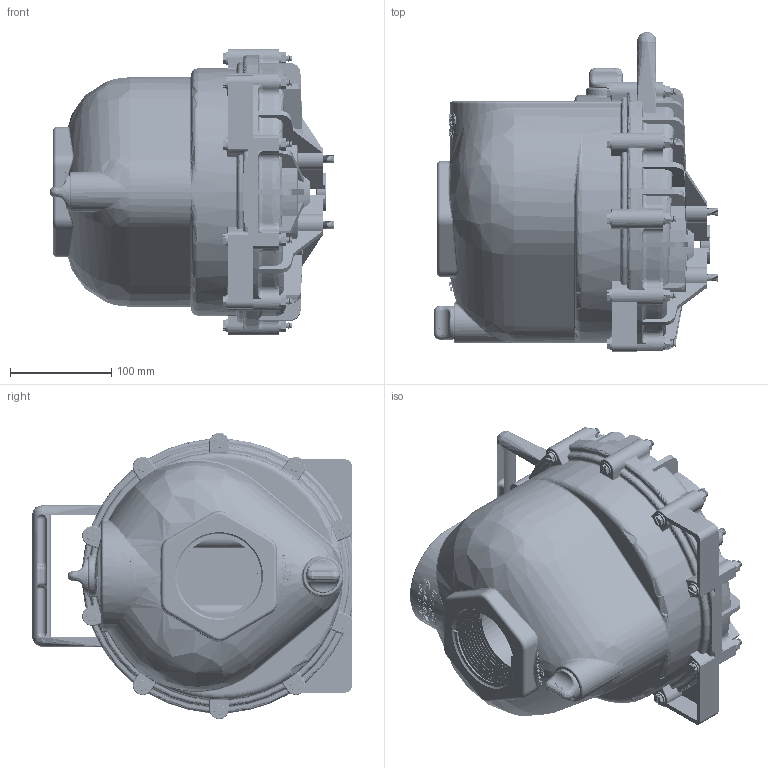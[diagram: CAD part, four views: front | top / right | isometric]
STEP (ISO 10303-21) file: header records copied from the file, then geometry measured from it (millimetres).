
FILE_DESCRIPTION(/* description */ ('3" POLY PUMP-UNASSEMBLED'),/* implementation_level */ '2;1');
FILE_NAME(/* name */ '300PO.stp',/* time_stamp */ '2019-12-31T10:50:58-05:00',/* author */ ('MJC'),/* organization */ (''),/* preprocessor_version */ 'ST-DEVELOPER v17',/* originating_system */ 'Autodesk Inventor 2019',/* authorisation */ '');
FILE_SCHEMA (('AUTOMOTIVE_DESIGN { 1 0 10303 214 3 1 1 }'));
Length unit declared in the file: inch
Products named in the file (28): 300PO; 12703A; 12716; 13712P; 13712X; 13777; 13778; 13702; 12733; 12733_1; 12710; 12715A; 12717; 12705; 12900; 12725; 12719A; 12754; 12720; V07018; V07019; 12775A; 12902A; 12765A; 13771; 13772; 12901; A204
Assembly tree (66 placements, depth 3):
  300PO
    12703A
    12716
    13712P
      13712X
      13777  x2
      13778  x2
    13702
    12733
      12733_1
      12710
    12715A  x4
    12717  x4
    12705
    12900
    12725  x2
    12719A
    12754
    12720  x10
    V07018  x10
    V07019  x10
    12775A
    12902A
    12765A
    13771
      13772
    12901  x4
    A204
Bounding box: 281.69 x 316.26 x 283.21 mm (x, y, z)
Volume: 3258593.7 mm3; surface area: 1198346.4 mm2
Topology: 81 solids, 82 shells, 7581 faces, 21236 edges, 13910 vertices
Faces by surface type: cylinder 2121, cone 1838, plane 1820, bspline 1074, torus 699, sphere 29
Full cylindrical faces by diameter (mm): 2.87 x2, 2.921 x2, 3.505 x14, 4.572 x1, 4.877 x8, 5.207 x2, 5.588 x7, 6.35 x430, 6.65 x26, 6.858 x20, 7.938 x4, 8.731 x4, 9.525 x2, 11.112 x4, 11.906 x4, 13.208 x10, 17.399 x1, 17.475 x4, 17.78 x2, 18.263 x1, 19.05 x10, 20.637 x1, 20.701 x4, 22.225 x1, 23.041 x7, 24.892 x1, 25.4 x1, 26.924 x1, 26.987 x1, 28.575 x1
Entity records: 231731 total; most frequent: CARTESIAN_POINT 124809, ORIENTED_EDGE 24614, DIRECTION 19040, EDGE_CURVE 12307, VERTEX_POINT 8031, AXIS2_PLACEMENT_3D 7264, EDGE_LOOP 4741, LINE 4512
